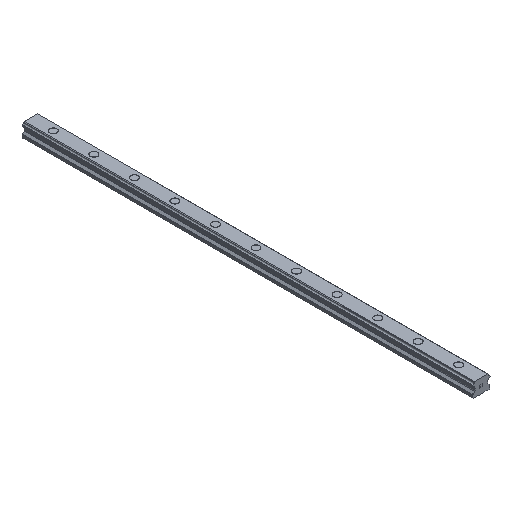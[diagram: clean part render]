
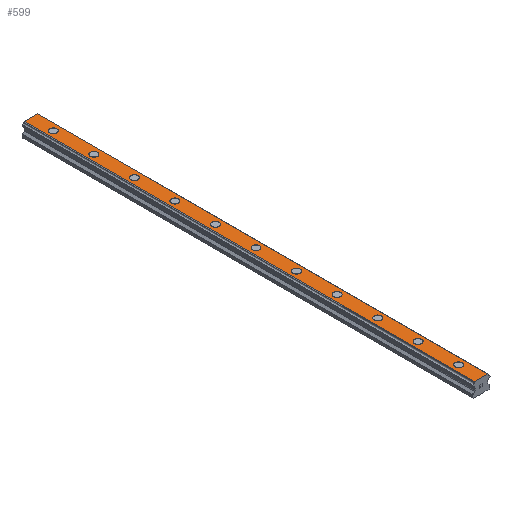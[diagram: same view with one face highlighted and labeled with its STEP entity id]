
A CAD part, isometric view. The second image highlights one B-rep face of the part: STEP entity #599.
In plain terms, the highlighted planar face has unit normal (0, 0, 1).
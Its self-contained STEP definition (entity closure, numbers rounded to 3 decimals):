
#599=ADVANCED_FACE('',(#1228,#1229,#1230,#1231,#1232,#1233,#1234,#1235,#1236,#1237,#1238,#1239),#1240,.T.);
#1228=FACE_BOUND('',#1891,.T.);
#1229=FACE_BOUND('',#1892,.T.);
#1230=FACE_BOUND('',#1893,.T.);
#1231=FACE_BOUND('',#1894,.T.);
#1232=FACE_BOUND('',#1895,.T.);
#1233=FACE_BOUND('',#1896,.T.);
#1234=FACE_BOUND('',#1897,.T.);
#1235=FACE_BOUND('',#1898,.T.);
#1236=FACE_BOUND('',#1899,.T.);
#1237=FACE_BOUND('',#1900,.T.);
#1238=FACE_BOUND('',#1901,.T.);
#1239=FACE_OUTER_BOUND('',#1902,.T.);
#1240=PLANE('',#1903);
#1891=EDGE_LOOP('',(#3587,#3588));
#1892=EDGE_LOOP('',(#3589,#3590));
#1893=EDGE_LOOP('',(#3591,#3592));
#1894=EDGE_LOOP('',(#3593,#3594));
#1895=EDGE_LOOP('',(#3595,#3596));
#1896=EDGE_LOOP('',(#3597,#3598));
#1897=EDGE_LOOP('',(#3599,#3600));
#1898=EDGE_LOOP('',(#3601,#3602));
#1899=EDGE_LOOP('',(#3603,#3604));
#1900=EDGE_LOOP('',(#3605,#3606));
#1901=EDGE_LOOP('',(#3607,#3608));
#1902=EDGE_LOOP('',(#3609,#3610,#3611,#3612));
#1903=AXIS2_PLACEMENT_3D('',#3613,#3614,#3615);
#3587=ORIENTED_EDGE('',*,*,#3914,.T.);
#3588=ORIENTED_EDGE('',*,*,#4365,.T.);
#3589=ORIENTED_EDGE('',*,*,#3904,.T.);
#3590=ORIENTED_EDGE('',*,*,#4371,.T.);
#3591=ORIENTED_EDGE('',*,*,#3894,.T.);
#3592=ORIENTED_EDGE('',*,*,#4377,.T.);
#3593=ORIENTED_EDGE('',*,*,#3884,.T.);
#3594=ORIENTED_EDGE('',*,*,#4383,.T.);
#3595=ORIENTED_EDGE('',*,*,#3874,.T.);
#3596=ORIENTED_EDGE('',*,*,#4389,.T.);
#3597=ORIENTED_EDGE('',*,*,#3864,.T.);
#3598=ORIENTED_EDGE('',*,*,#4395,.T.);
#3599=ORIENTED_EDGE('',*,*,#3854,.T.);
#3600=ORIENTED_EDGE('',*,*,#4401,.T.);
#3601=ORIENTED_EDGE('',*,*,#3844,.T.);
#3602=ORIENTED_EDGE('',*,*,#4407,.T.);
#3603=ORIENTED_EDGE('',*,*,#3834,.T.);
#3604=ORIENTED_EDGE('',*,*,#4413,.T.);
#3605=ORIENTED_EDGE('',*,*,#3824,.T.);
#3606=ORIENTED_EDGE('',*,*,#4419,.T.);
#3607=ORIENTED_EDGE('',*,*,#3814,.T.);
#3608=ORIENTED_EDGE('',*,*,#4425,.T.);
#3609=ORIENTED_EDGE('',*,*,#4344,.T.);
#3610=ORIENTED_EDGE('',*,*,#4472,.F.);
#3611=ORIENTED_EDGE('',*,*,#4214,.T.);
#3612=ORIENTED_EDGE('',*,*,#4470,.T.);
#3613=CARTESIAN_POINT('',(0.0,890.0,27.5));
#3614=DIRECTION('',(0.0,0.0,1.0));
#3615=DIRECTION('',(-1.0,0.0,0.0));
#3814=EDGE_CURVE('',#4528,#4525,#4529,.T.);
#3824=EDGE_CURVE('',#4546,#4543,#4547,.T.);
#3834=EDGE_CURVE('',#4564,#4561,#4565,.T.);
#3844=EDGE_CURVE('',#4582,#4579,#4583,.T.);
#3854=EDGE_CURVE('',#4600,#4597,#4601,.T.);
#3864=EDGE_CURVE('',#4618,#4615,#4619,.T.);
#3874=EDGE_CURVE('',#4636,#4633,#4637,.T.);
#3884=EDGE_CURVE('',#4654,#4651,#4655,.T.);
#3894=EDGE_CURVE('',#4672,#4669,#4673,.T.);
#3904=EDGE_CURVE('',#4690,#4687,#4691,.T.);
#3914=EDGE_CURVE('',#4708,#4705,#4709,.T.);
#4214=EDGE_CURVE('',#5152,#5150,#5153,.T.);
#4344=EDGE_CURVE('',#5367,#5365,#5368,.T.);
#4365=EDGE_CURVE('',#4705,#4708,#5407,.T.);
#4371=EDGE_CURVE('',#4687,#4690,#5413,.T.);
#4377=EDGE_CURVE('',#4669,#4672,#5419,.T.);
#4383=EDGE_CURVE('',#4651,#4654,#5425,.T.);
#4389=EDGE_CURVE('',#4633,#4636,#5431,.T.);
#4395=EDGE_CURVE('',#4615,#4618,#5437,.T.);
#4401=EDGE_CURVE('',#4597,#4600,#5443,.T.);
#4407=EDGE_CURVE('',#4579,#4582,#5449,.T.);
#4413=EDGE_CURVE('',#4561,#4564,#5455,.T.);
#4419=EDGE_CURVE('',#4543,#4546,#5461,.T.);
#4425=EDGE_CURVE('',#4525,#4528,#5467,.T.);
#4470=EDGE_CURVE('',#5150,#5367,#5512,.T.);
#4472=EDGE_CURVE('',#5152,#5365,#5514,.T.);
#4525=VERTEX_POINT('',#5569);
#4528=VERTEX_POINT('',#5573);
#4529=CIRCLE('',#5574,7.0);
#4543=VERTEX_POINT('',#5591);
#4546=VERTEX_POINT('',#5595);
#4547=CIRCLE('',#5596,7.0);
#4561=VERTEX_POINT('',#5613);
#4564=VERTEX_POINT('',#5617);
#4565=CIRCLE('',#5618,7.0);
#4579=VERTEX_POINT('',#5635);
#4582=VERTEX_POINT('',#5639);
#4583=CIRCLE('',#5640,7.0);
#4597=VERTEX_POINT('',#5657);
#4600=VERTEX_POINT('',#5661);
#4601=CIRCLE('',#5662,7.0);
#4615=VERTEX_POINT('',#5679);
#4618=VERTEX_POINT('',#5683);
#4619=CIRCLE('',#5684,7.0);
#4633=VERTEX_POINT('',#5701);
#4636=VERTEX_POINT('',#5705);
#4637=CIRCLE('',#5706,7.0);
#4651=VERTEX_POINT('',#5723);
#4654=VERTEX_POINT('',#5727);
#4655=CIRCLE('',#5728,7.0);
#4669=VERTEX_POINT('',#5745);
#4672=VERTEX_POINT('',#5749);
#4673=CIRCLE('',#5750,7.0);
#4687=VERTEX_POINT('',#5767);
#4690=VERTEX_POINT('',#5771);
#4691=CIRCLE('',#5772,7.0);
#4705=VERTEX_POINT('',#5789);
#4708=VERTEX_POINT('',#5793);
#4709=CIRCLE('',#5794,7.0);
#5150=VERTEX_POINT('',#6383);
#5152=VERTEX_POINT('',#6386);
#5153=LINE('',#6387,#6388);
#5365=VERTEX_POINT('',#6686);
#5367=VERTEX_POINT('',#6689);
#5368=LINE('',#6690,#6691);
#5407=CIRCLE('',#6740,7.0);
#5413=CIRCLE('',#6746,7.0);
#5419=CIRCLE('',#6752,7.0);
#5425=CIRCLE('',#6758,7.0);
#5431=CIRCLE('',#6764,7.0);
#5437=CIRCLE('',#6770,7.0);
#5443=CIRCLE('',#6776,7.0);
#5449=CIRCLE('',#6782,7.0);
#5455=CIRCLE('',#6788,7.0);
#5461=CIRCLE('',#6794,7.0);
#5467=CIRCLE('',#6800,7.0);
#5512=LINE('',#6865,#6866);
#5514=LINE('',#6868,#6869);
#5569=CARTESIAN_POINT('',(7.0,45.0,27.5));
#5573=CARTESIAN_POINT('',(-7.0,45.0,27.5));
#5574=AXIS2_PLACEMENT_3D('',#6941,#6942,#6943);
#5591=CARTESIAN_POINT('',(7.0,125.0,27.5));
#5595=CARTESIAN_POINT('',(-7.0,125.0,27.5));
#5596=AXIS2_PLACEMENT_3D('',#6957,#6958,#6959);
#5613=CARTESIAN_POINT('',(7.0,205.0,27.5));
#5617=CARTESIAN_POINT('',(-7.0,205.0,27.5));
#5618=AXIS2_PLACEMENT_3D('',#6973,#6974,#6975);
#5635=CARTESIAN_POINT('',(7.0,285.0,27.5));
#5639=CARTESIAN_POINT('',(-7.0,285.0,27.5));
#5640=AXIS2_PLACEMENT_3D('',#6989,#6990,#6991);
#5657=CARTESIAN_POINT('',(7.0,365.0,27.5));
#5661=CARTESIAN_POINT('',(-7.0,365.0,27.5));
#5662=AXIS2_PLACEMENT_3D('',#7005,#7006,#7007);
#5679=CARTESIAN_POINT('',(7.0,445.0,27.5));
#5683=CARTESIAN_POINT('',(-7.0,445.0,27.5));
#5684=AXIS2_PLACEMENT_3D('',#7021,#7022,#7023);
#5701=CARTESIAN_POINT('',(7.0,525.0,27.5));
#5705=CARTESIAN_POINT('',(-7.0,525.0,27.5));
#5706=AXIS2_PLACEMENT_3D('',#7037,#7038,#7039);
#5723=CARTESIAN_POINT('',(7.0,605.0,27.5));
#5727=CARTESIAN_POINT('',(-7.0,605.0,27.5));
#5728=AXIS2_PLACEMENT_3D('',#7053,#7054,#7055);
#5745=CARTESIAN_POINT('',(7.0,685.0,27.5));
#5749=CARTESIAN_POINT('',(-7.0,685.0,27.5));
#5750=AXIS2_PLACEMENT_3D('',#7069,#7070,#7071);
#5767=CARTESIAN_POINT('',(7.0,765.0,27.5));
#5771=CARTESIAN_POINT('',(-7.0,765.0,27.5));
#5772=AXIS2_PLACEMENT_3D('',#7085,#7086,#7087);
#5789=CARTESIAN_POINT('',(7.0,845.0,27.5));
#5793=CARTESIAN_POINT('',(-7.0,845.0,27.5));
#5794=AXIS2_PLACEMENT_3D('',#7101,#7102,#7103);
#6383=CARTESIAN_POINT('',(-13.042,890.0,27.5));
#6386=CARTESIAN_POINT('',(13.042,890.0,27.5));
#6387=CARTESIAN_POINT('',(13.042,890.0,27.5));
#6388=VECTOR('',#7448,1.0);
#6686=CARTESIAN_POINT('',(13.042,0.0,27.5));
#6689=CARTESIAN_POINT('',(-13.042,0.0,27.5));
#6690=CARTESIAN_POINT('',(13.042,0.0,27.5));
#6691=VECTOR('',#7590,1.0);
#6740=AXIS2_PLACEMENT_3D('',#7628,#7629,#7630);
#6746=AXIS2_PLACEMENT_3D('',#7637,#7638,#7639);
#6752=AXIS2_PLACEMENT_3D('',#7646,#7647,#7648);
#6758=AXIS2_PLACEMENT_3D('',#7655,#7656,#7657);
#6764=AXIS2_PLACEMENT_3D('',#7664,#7665,#7666);
#6770=AXIS2_PLACEMENT_3D('',#7673,#7674,#7675);
#6776=AXIS2_PLACEMENT_3D('',#7682,#7683,#7684);
#6782=AXIS2_PLACEMENT_3D('',#7691,#7692,#7693);
#6788=AXIS2_PLACEMENT_3D('',#7700,#7701,#7702);
#6794=AXIS2_PLACEMENT_3D('',#7709,#7710,#7711);
#6800=AXIS2_PLACEMENT_3D('',#7718,#7719,#7720);
#6865=CARTESIAN_POINT('',(-13.042,890.0,27.5));
#6866=VECTOR('',#7747,1.0);
#6868=CARTESIAN_POINT('',(13.042,890.0,27.5));
#6869=VECTOR('',#7748,1.0);
#6941=CARTESIAN_POINT('',(0.0,45.0,27.5));
#6942=DIRECTION('',(0.0,0.0,-1.0));
#6943=DIRECTION('',(1.0,0.0,0.0));
#6957=CARTESIAN_POINT('',(0.0,125.0,27.5));
#6958=DIRECTION('',(0.0,0.0,-1.0));
#6959=DIRECTION('',(1.0,0.0,0.0));
#6973=CARTESIAN_POINT('',(0.0,205.0,27.5));
#6974=DIRECTION('',(0.0,0.0,-1.0));
#6975=DIRECTION('',(1.0,0.0,0.0));
#6989=CARTESIAN_POINT('',(0.0,285.0,27.5));
#6990=DIRECTION('',(0.0,0.0,-1.0));
#6991=DIRECTION('',(1.0,0.0,0.0));
#7005=CARTESIAN_POINT('',(0.0,365.0,27.5));
#7006=DIRECTION('',(0.0,0.0,-1.0));
#7007=DIRECTION('',(1.0,0.0,0.0));
#7021=CARTESIAN_POINT('',(0.0,445.0,27.5));
#7022=DIRECTION('',(0.0,0.0,-1.0));
#7023=DIRECTION('',(1.0,0.0,0.0));
#7037=CARTESIAN_POINT('',(0.0,525.0,27.5));
#7038=DIRECTION('',(0.0,0.0,-1.0));
#7039=DIRECTION('',(1.0,0.0,0.0));
#7053=CARTESIAN_POINT('',(0.0,605.0,27.5));
#7054=DIRECTION('',(0.0,0.0,-1.0));
#7055=DIRECTION('',(1.0,0.0,0.0));
#7069=CARTESIAN_POINT('',(0.0,685.0,27.5));
#7070=DIRECTION('',(0.0,0.0,-1.0));
#7071=DIRECTION('',(1.0,0.0,0.0));
#7085=CARTESIAN_POINT('',(0.0,765.0,27.5));
#7086=DIRECTION('',(0.0,0.0,-1.0));
#7087=DIRECTION('',(1.0,0.0,0.0));
#7101=CARTESIAN_POINT('',(0.0,845.0,27.5));
#7102=DIRECTION('',(0.0,0.0,-1.0));
#7103=DIRECTION('',(1.0,0.0,0.0));
#7448=DIRECTION('',(-1.0,0.0,0.0));
#7590=DIRECTION('',(1.0,0.0,0.0));
#7628=CARTESIAN_POINT('',(0.0,845.0,27.5));
#7629=DIRECTION('',(0.0,0.0,-1.0));
#7630=DIRECTION('',(1.0,0.0,0.0));
#7637=CARTESIAN_POINT('',(0.0,765.0,27.5));
#7638=DIRECTION('',(0.0,0.0,-1.0));
#7639=DIRECTION('',(1.0,0.0,0.0));
#7646=CARTESIAN_POINT('',(0.0,685.0,27.5));
#7647=DIRECTION('',(0.0,0.0,-1.0));
#7648=DIRECTION('',(1.0,0.0,0.0));
#7655=CARTESIAN_POINT('',(0.0,605.0,27.5));
#7656=DIRECTION('',(0.0,0.0,-1.0));
#7657=DIRECTION('',(1.0,0.0,0.0));
#7664=CARTESIAN_POINT('',(0.0,525.0,27.5));
#7665=DIRECTION('',(0.0,0.0,-1.0));
#7666=DIRECTION('',(1.0,0.0,0.0));
#7673=CARTESIAN_POINT('',(0.0,445.0,27.5));
#7674=DIRECTION('',(0.0,0.0,-1.0));
#7675=DIRECTION('',(1.0,0.0,0.0));
#7682=CARTESIAN_POINT('',(0.0,365.0,27.5));
#7683=DIRECTION('',(0.0,0.0,-1.0));
#7684=DIRECTION('',(1.0,0.0,0.0));
#7691=CARTESIAN_POINT('',(0.0,285.0,27.5));
#7692=DIRECTION('',(0.0,0.0,-1.0));
#7693=DIRECTION('',(1.0,0.0,0.0));
#7700=CARTESIAN_POINT('',(0.0,205.0,27.5));
#7701=DIRECTION('',(0.0,0.0,-1.0));
#7702=DIRECTION('',(1.0,0.0,0.0));
#7709=CARTESIAN_POINT('',(0.0,125.0,27.5));
#7710=DIRECTION('',(0.0,0.0,-1.0));
#7711=DIRECTION('',(1.0,0.0,0.0));
#7718=CARTESIAN_POINT('',(0.0,45.0,27.5));
#7719=DIRECTION('',(0.0,0.0,-1.0));
#7720=DIRECTION('',(1.0,0.0,0.0));
#7747=DIRECTION('',(0.0,-1.0,0.0));
#7748=DIRECTION('',(0.0,-1.0,0.0));
